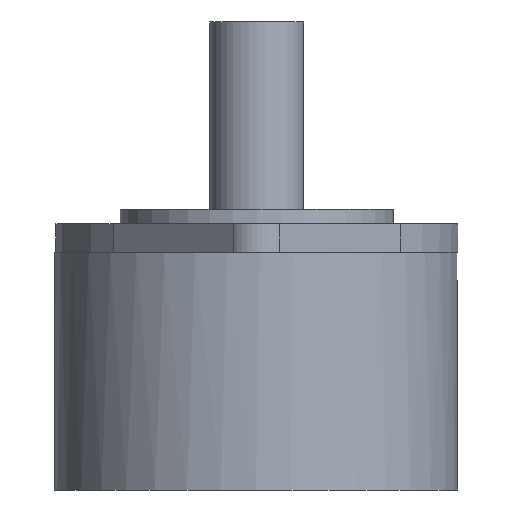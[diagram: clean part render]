
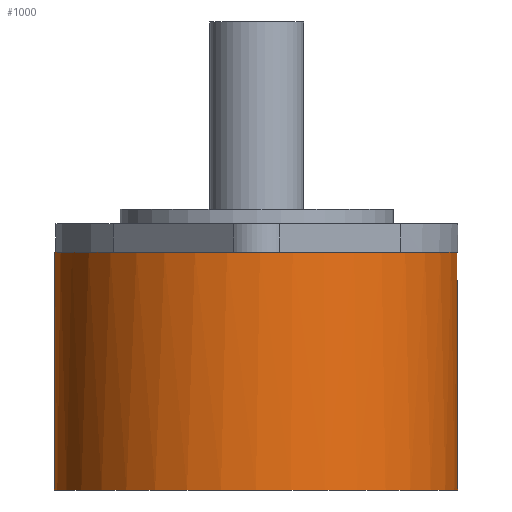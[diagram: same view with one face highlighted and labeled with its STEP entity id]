
A CAD part, left-side view. The second image highlights one B-rep face of the part: STEP entity #1000.
In plain terms, the highlighted cylindrical face has radius 28 mm (diameter 56 mm), a full revolution.
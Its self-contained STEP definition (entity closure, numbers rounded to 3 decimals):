
#126 = PLANE('',#127);
#127 = AXIS2_PLACEMENT_3D('',#128,#129,#130);
#128 = CARTESIAN_POINT('',(19.642,19.955,-2.));
#129 = DIRECTION('',(0.,0.,-1.));
#130 = DIRECTION('',(-1.,0.,0.));
#199 = VERTEX_POINT('',#200);
#200 = CARTESIAN_POINT('',(7.026,27.104,-2.));
#215 = PLANE('',#216);
#216 = AXIS2_PLACEMENT_3D('',#217,#218,#219);
#217 = CARTESIAN_POINT('',(27.604,0.106,-2.));
#218 = DIRECTION('',(0.,0.,1.));
#219 = DIRECTION('',(1.,0.,0.));
#369 = VERTEX_POINT('',#370);
#370 = CARTESIAN_POINT('',(-7.423,-26.998,-2.));
#401 = EDGE_CURVE('',#402,#369,#404,.T.);
#402 = VERTEX_POINT('',#403);
#403 = CARTESIAN_POINT('',(27.604,0.106,-2.));
#404 = SURFACE_CURVE('',#405,(#410,#417),.PCURVE_S1.);
#405 = CIRCLE('',#406,28.);
#406 = AXIS2_PLACEMENT_3D('',#407,#408,#409);
#407 = CARTESIAN_POINT('',(-0.396,0.106,-2.));
#408 = DIRECTION('',(0.,0.,-1.));
#409 = DIRECTION('',(1.,0.,0.));
#410 = PCURVE('',#126,#411);
#411 = DEFINITIONAL_REPRESENTATION('',(#412),#416);
#412 = CIRCLE('',#413,28.);
#413 = AXIS2_PLACEMENT_2D('',#414,#415);
#414 = CARTESIAN_POINT('',(20.038,-19.849));
#415 = DIRECTION('',(-1.,0.));
#416 = ( GEOMETRIC_REPRESENTATION_CONTEXT(2) 
PARAMETRIC_REPRESENTATION_CONTEXT() REPRESENTATION_CONTEXT('2D SPACE',''
  ) );
#417 = PCURVE('',#418,#423);
#418 = CYLINDRICAL_SURFACE('',#419,28.);
#419 = AXIS2_PLACEMENT_3D('',#420,#421,#422);
#420 = CARTESIAN_POINT('',(-0.396,0.106,-2.));
#421 = DIRECTION('',(0.,0.,1.));
#422 = DIRECTION('',(1.,0.,0.));
#423 = DEFINITIONAL_REPRESENTATION('',(#424),#428);
#424 = LINE('',#425,#426);
#425 = CARTESIAN_POINT('',(-0.,0.));
#426 = VECTOR('',#427,1.);
#427 = DIRECTION('',(-1.,0.));
#428 = ( GEOMETRIC_REPRESENTATION_CONTEXT(2) 
PARAMETRIC_REPRESENTATION_CONTEXT() REPRESENTATION_CONTEXT('2D SPACE',''
  ) );
#430 = EDGE_CURVE('',#199,#402,#431,.T.);
#431 = SURFACE_CURVE('',#432,(#437,#444),.PCURVE_S1.);
#432 = CIRCLE('',#433,28.);
#433 = AXIS2_PLACEMENT_3D('',#434,#435,#436);
#434 = CARTESIAN_POINT('',(-0.396,0.106,-2.));
#435 = DIRECTION('',(0.,0.,-1.));
#436 = DIRECTION('',(1.,0.,0.));
#437 = PCURVE('',#126,#438);
#438 = DEFINITIONAL_REPRESENTATION('',(#439),#443);
#439 = CIRCLE('',#440,28.);
#440 = AXIS2_PLACEMENT_2D('',#441,#442);
#441 = CARTESIAN_POINT('',(20.038,-19.849));
#442 = DIRECTION('',(-1.,0.));
#443 = ( GEOMETRIC_REPRESENTATION_CONTEXT(2) 
PARAMETRIC_REPRESENTATION_CONTEXT() REPRESENTATION_CONTEXT('2D SPACE',''
  ) );
#444 = PCURVE('',#418,#445);
#445 = DEFINITIONAL_REPRESENTATION('',(#446),#450);
#446 = LINE('',#447,#448);
#447 = CARTESIAN_POINT('',(-0.,0.));
#448 = VECTOR('',#449,1.);
#449 = DIRECTION('',(-1.,0.));
#450 = ( GEOMETRIC_REPRESENTATION_CONTEXT(2) 
PARAMETRIC_REPRESENTATION_CONTEXT() REPRESENTATION_CONTEXT('2D SPACE',''
  ) );
#870 = EDGE_CURVE('',#871,#199,#873,.T.);
#871 = VERTEX_POINT('',#872);
#872 = CARTESIAN_POINT('',(-22.951,16.698,-2.));
#873 = SURFACE_CURVE('',#874,(#879,#890),.PCURVE_S1.);
#874 = CIRCLE('',#875,28.);
#875 = AXIS2_PLACEMENT_3D('',#876,#877,#878);
#876 = CARTESIAN_POINT('',(-0.396,0.106,-2.));
#877 = DIRECTION('',(0.,0.,-1.));
#878 = DIRECTION('',(1.,0.,0.));
#879 = PCURVE('',#215,#880);
#880 = DEFINITIONAL_REPRESENTATION('',(#881),#889);
#881 = ( BOUNDED_CURVE() B_SPLINE_CURVE(2,(#882,#883,#884,#885,#886,#887
,#888),.UNSPECIFIED.,.F.,.F.) B_SPLINE_CURVE_WITH_KNOTS((1,2,2,2,2,1),(
    -2.094,0.,2.094,4.189,6.283,
8.378),.UNSPECIFIED.) CURVE() GEOMETRIC_REPRESENTATION_ITEM() 
RATIONAL_B_SPLINE_CURVE((1.,0.5,1.,0.5,1.,0.5,1.)) REPRESENTATION_ITEM(
  '') );
#882 = CARTESIAN_POINT('',(0.,0.));
#883 = CARTESIAN_POINT('',(0.,-48.497));
#884 = CARTESIAN_POINT('',(-42.,-24.249));
#885 = CARTESIAN_POINT('',(-84.,0.));
#886 = CARTESIAN_POINT('',(-42.,24.249));
#887 = CARTESIAN_POINT('',(0.,48.497));
#888 = CARTESIAN_POINT('',(0.,0.));
#889 = ( GEOMETRIC_REPRESENTATION_CONTEXT(2) 
PARAMETRIC_REPRESENTATION_CONTEXT() REPRESENTATION_CONTEXT('2D SPACE',''
  ) );
#890 = PCURVE('',#418,#891);
#891 = DEFINITIONAL_REPRESENTATION('',(#892),#896);
#892 = LINE('',#893,#894);
#893 = CARTESIAN_POINT('',(-0.,0.));
#894 = VECTOR('',#895,1.);
#895 = DIRECTION('',(-1.,0.));
#896 = ( GEOMETRIC_REPRESENTATION_CONTEXT(2) 
PARAMETRIC_REPRESENTATION_CONTEXT() REPRESENTATION_CONTEXT('2D SPACE',''
  ) );
#962 = PLANE('',#963);
#963 = AXIS2_PLACEMENT_3D('',#964,#965,#966);
#964 = CARTESIAN_POINT('',(19.642,19.955,-2.));
#965 = DIRECTION('',(0.,0.,-1.));
#966 = DIRECTION('',(-1.,0.,0.));
#1000 = ADVANCED_FACE('',(#1001),#418,.T.);
#1001 = FACE_BOUND('',#1002,.F.);
#1002 = EDGE_LOOP('',(#1003,#1004,#1027,#1058,#1059,#1060,#1061,#1085));
#1003 = ORIENTED_EDGE('',*,*,#401,.F.);
#1004 = ORIENTED_EDGE('',*,*,#1005,.T.);
#1005 = EDGE_CURVE('',#402,#1006,#1008,.T.);
#1006 = VERTEX_POINT('',#1007);
#1007 = CARTESIAN_POINT('',(27.604,0.106,-35.));
#1008 = SEAM_CURVE('',#1009,(#1013,#1020),.PCURVE_S1.);
#1009 = LINE('',#1010,#1011);
#1010 = CARTESIAN_POINT('',(27.604,0.106,-2.));
#1011 = VECTOR('',#1012,1.);
#1012 = DIRECTION('',(0.,0.,-1.));
#1013 = PCURVE('',#418,#1014);
#1014 = DEFINITIONAL_REPRESENTATION('',(#1015),#1019);
#1015 = LINE('',#1016,#1017);
#1016 = CARTESIAN_POINT('',(-6.283,0.));
#1017 = VECTOR('',#1018,1.);
#1018 = DIRECTION('',(-0.,-1.));
#1019 = ( GEOMETRIC_REPRESENTATION_CONTEXT(2) 
PARAMETRIC_REPRESENTATION_CONTEXT() REPRESENTATION_CONTEXT('2D SPACE',''
  ) );
#1020 = PCURVE('',#418,#1021);
#1021 = DEFINITIONAL_REPRESENTATION('',(#1022),#1026);
#1022 = LINE('',#1023,#1024);
#1023 = CARTESIAN_POINT('',(-0.,0.));
#1024 = VECTOR('',#1025,1.);
#1025 = DIRECTION('',(-0.,-1.));
#1026 = ( GEOMETRIC_REPRESENTATION_CONTEXT(2) 
PARAMETRIC_REPRESENTATION_CONTEXT() REPRESENTATION_CONTEXT('2D SPACE',''
  ) );
#1027 = ORIENTED_EDGE('',*,*,#1028,.T.);
#1028 = EDGE_CURVE('',#1006,#1006,#1029,.T.);
#1029 = SURFACE_CURVE('',#1030,(#1035,#1042),.PCURVE_S1.);
#1030 = CIRCLE('',#1031,28.);
#1031 = AXIS2_PLACEMENT_3D('',#1032,#1033,#1034);
#1032 = CARTESIAN_POINT('',(-0.396,0.106,-35.));
#1033 = DIRECTION('',(0.,0.,-1.));
#1034 = DIRECTION('',(1.,0.,0.));
#1035 = PCURVE('',#418,#1036);
#1036 = DEFINITIONAL_REPRESENTATION('',(#1037),#1041);
#1037 = LINE('',#1038,#1039);
#1038 = CARTESIAN_POINT('',(-0.,-33.));
#1039 = VECTOR('',#1040,1.);
#1040 = DIRECTION('',(-1.,0.));
#1041 = ( GEOMETRIC_REPRESENTATION_CONTEXT(2) 
PARAMETRIC_REPRESENTATION_CONTEXT() REPRESENTATION_CONTEXT('2D SPACE',''
  ) );
#1042 = PCURVE('',#1043,#1048);
#1043 = PLANE('',#1044);
#1044 = AXIS2_PLACEMENT_3D('',#1045,#1046,#1047);
#1045 = CARTESIAN_POINT('',(27.604,0.106,-35.));
#1046 = DIRECTION('',(0.,0.,1.));
#1047 = DIRECTION('',(1.,0.,0.));
#1048 = DEFINITIONAL_REPRESENTATION('',(#1049),#1057);
#1049 = ( BOUNDED_CURVE() B_SPLINE_CURVE(2,(#1050,#1051,#1052,#1053,
#1054,#1055,#1056),.UNSPECIFIED.,.F.,.F.) B_SPLINE_CURVE_WITH_KNOTS((1,2
    ,2,2,2,1),(-2.094,0.,2.094,4.189,
6.283,8.378),.UNSPECIFIED.) CURVE() 
GEOMETRIC_REPRESENTATION_ITEM() RATIONAL_B_SPLINE_CURVE((1.,0.5,1.,0.5,
1.,0.5,1.)) REPRESENTATION_ITEM('') );
#1050 = CARTESIAN_POINT('',(0.,0.));
#1051 = CARTESIAN_POINT('',(0.,-48.497));
#1052 = CARTESIAN_POINT('',(-42.,-24.249));
#1053 = CARTESIAN_POINT('',(-84.,0.));
#1054 = CARTESIAN_POINT('',(-42.,24.249));
#1055 = CARTESIAN_POINT('',(0.,48.497));
#1056 = CARTESIAN_POINT('',(0.,0.));
#1057 = ( GEOMETRIC_REPRESENTATION_CONTEXT(2) 
PARAMETRIC_REPRESENTATION_CONTEXT() REPRESENTATION_CONTEXT('2D SPACE',''
  ) );
#1058 = ORIENTED_EDGE('',*,*,#1005,.F.);
#1059 = ORIENTED_EDGE('',*,*,#430,.F.);
#1060 = ORIENTED_EDGE('',*,*,#870,.F.);
#1061 = ORIENTED_EDGE('',*,*,#1062,.F.);
#1062 = EDGE_CURVE('',#1063,#871,#1065,.T.);
#1063 = VERTEX_POINT('',#1064);
#1064 = CARTESIAN_POINT('',(-22.292,-17.346,-2.));
#1065 = SURFACE_CURVE('',#1066,(#1071,#1078),.PCURVE_S1.);
#1066 = CIRCLE('',#1067,28.);
#1067 = AXIS2_PLACEMENT_3D('',#1068,#1069,#1070);
#1068 = CARTESIAN_POINT('',(-0.396,0.106,-2.));
#1069 = DIRECTION('',(0.,0.,-1.));
#1070 = DIRECTION('',(1.,0.,0.));
#1071 = PCURVE('',#418,#1072);
#1072 = DEFINITIONAL_REPRESENTATION('',(#1073),#1077);
#1073 = LINE('',#1074,#1075);
#1074 = CARTESIAN_POINT('',(-0.,0.));
#1075 = VECTOR('',#1076,1.);
#1076 = DIRECTION('',(-1.,0.));
#1077 = ( GEOMETRIC_REPRESENTATION_CONTEXT(2) 
PARAMETRIC_REPRESENTATION_CONTEXT() REPRESENTATION_CONTEXT('2D SPACE',''
  ) );
#1078 = PCURVE('',#962,#1079);
#1079 = DEFINITIONAL_REPRESENTATION('',(#1080),#1084);
#1080 = CIRCLE('',#1081,28.);
#1081 = AXIS2_PLACEMENT_2D('',#1082,#1083);
#1082 = CARTESIAN_POINT('',(20.038,-19.849));
#1083 = DIRECTION('',(-1.,0.));
#1084 = ( GEOMETRIC_REPRESENTATION_CONTEXT(2) 
PARAMETRIC_REPRESENTATION_CONTEXT() REPRESENTATION_CONTEXT('2D SPACE',''
  ) );
#1085 = ORIENTED_EDGE('',*,*,#1086,.F.);
#1086 = EDGE_CURVE('',#369,#1063,#1087,.T.);
#1087 = SURFACE_CURVE('',#1088,(#1093,#1100),.PCURVE_S1.);
#1088 = CIRCLE('',#1089,28.);
#1089 = AXIS2_PLACEMENT_3D('',#1090,#1091,#1092);
#1090 = CARTESIAN_POINT('',(-0.396,0.106,-2.));
#1091 = DIRECTION('',(0.,0.,-1.));
#1092 = DIRECTION('',(1.,0.,0.));
#1093 = PCURVE('',#418,#1094);
#1094 = DEFINITIONAL_REPRESENTATION('',(#1095),#1099);
#1095 = LINE('',#1096,#1097);
#1096 = CARTESIAN_POINT('',(-0.,0.));
#1097 = VECTOR('',#1098,1.);
#1098 = DIRECTION('',(-1.,0.));
#1099 = ( GEOMETRIC_REPRESENTATION_CONTEXT(2) 
PARAMETRIC_REPRESENTATION_CONTEXT() REPRESENTATION_CONTEXT('2D SPACE',''
  ) );
#1100 = PCURVE('',#1101,#1106);
#1101 = PLANE('',#1102);
#1102 = AXIS2_PLACEMENT_3D('',#1103,#1104,#1105);
#1103 = CARTESIAN_POINT('',(27.604,0.106,-2.));
#1104 = DIRECTION('',(0.,0.,1.));
#1105 = DIRECTION('',(1.,0.,0.));
#1106 = DEFINITIONAL_REPRESENTATION('',(#1107),#1115);
#1107 = ( BOUNDED_CURVE() B_SPLINE_CURVE(2,(#1108,#1109,#1110,#1111,
#1112,#1113,#1114),.UNSPECIFIED.,.F.,.F.) B_SPLINE_CURVE_WITH_KNOTS((1,2
    ,2,2,2,1),(-2.094,0.,2.094,4.189,
6.283,8.378),.UNSPECIFIED.) CURVE() 
GEOMETRIC_REPRESENTATION_ITEM() RATIONAL_B_SPLINE_CURVE((1.,0.5,1.,0.5,
1.,0.5,1.)) REPRESENTATION_ITEM('') );
#1108 = CARTESIAN_POINT('',(0.,0.));
#1109 = CARTESIAN_POINT('',(0.,-48.497));
#1110 = CARTESIAN_POINT('',(-42.,-24.249));
#1111 = CARTESIAN_POINT('',(-84.,0.));
#1112 = CARTESIAN_POINT('',(-42.,24.249));
#1113 = CARTESIAN_POINT('',(0.,48.497));
#1114 = CARTESIAN_POINT('',(0.,0.));
#1115 = ( GEOMETRIC_REPRESENTATION_CONTEXT(2) 
PARAMETRIC_REPRESENTATION_CONTEXT() REPRESENTATION_CONTEXT('2D SPACE',''
  ) );
